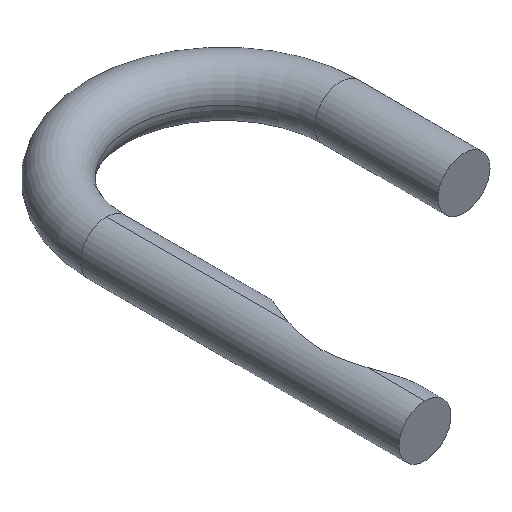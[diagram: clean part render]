
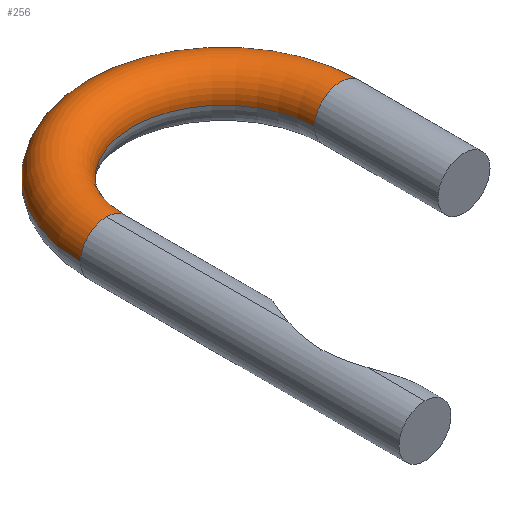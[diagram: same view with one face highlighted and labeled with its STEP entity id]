
A CAD part, isometric view. The second image highlights one B-rep face of the part: STEP entity #256.
In plain terms, the highlighted toroidal (fillet/blend) face has major radius 18 mm and minor radius 4 mm.
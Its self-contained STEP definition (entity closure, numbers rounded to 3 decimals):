
#6 = EDGE_CURVE ( 'NONE', #87, #260, #385, .T. ) ;
#32 = EDGE_CURVE ( 'NONE', #349, #274, #102, .T. ) ;
#41 = DIRECTION ( 'NONE',  ( 1., 0., 0. ) ) ;
#56 = TOROIDAL_SURFACE ( 'NONE', #295, 18., 4. ) ;
#62 = EDGE_CURVE ( 'NONE', #260, #274, #84, .T. ) ;
#72 = DIRECTION ( 'NONE',  ( 0., 0., 1. ) ) ;
#74 = CARTESIAN_POINT ( 'NONE',  ( 4., 57., 0. ) ) ;
#84 = CIRCLE ( 'NONE', #223, 4. ) ;
#87 = VERTEX_POINT ( 'NONE', #74 ) ;
#95 = AXIS2_PLACEMENT_3D ( 'NONE', #253, #438, #185 ) ;
#102 = CIRCLE ( 'NONE', #456, 22. ) ;
#116 = CARTESIAN_POINT ( 'NONE',  ( 18., 57., 0. ) ) ;
#124 = ORIENTED_EDGE ( 'NONE', *, *, #32, .T. ) ;
#149 = CARTESIAN_POINT ( 'NONE',  ( -4., 57., 0. ) ) ;
#150 = DIRECTION ( 'NONE',  ( 0., 0., -1. ) ) ;
#151 = FACE_OUTER_BOUND ( 'NONE', #392, .T. ) ;
#154 = CARTESIAN_POINT ( 'NONE',  ( 0., 57., 4. ) ) ;
#157 = CARTESIAN_POINT ( 'NONE',  ( 0., 57., 0. ) ) ;
#158 = ORIENTED_EDGE ( 'NONE', *, *, #458, .T. ) ;
#185 = DIRECTION ( 'NONE',  ( 0., 0., -1. ) ) ;
#194 = DIRECTION ( 'NONE',  ( 1., 0., 0. ) ) ;
#207 = AXIS2_PLACEMENT_3D ( 'NONE', #450, #72, #194 ) ;
#223 = AXIS2_PLACEMENT_3D ( 'NONE', #157, #492, #150 ) ;
#230 = DIRECTION ( 'NONE',  ( 0., 0., -1. ) ) ;
#240 = CARTESIAN_POINT ( 'NONE',  ( 0., 57., 0. ) ) ;
#241 = VERTEX_POINT ( 'NONE', #341 ) ;
#251 = EDGE_CURVE ( 'NONE', #241, #87, #286, .T. ) ;
#253 = CARTESIAN_POINT ( 'NONE',  ( 36., 57., 0. ) ) ;
#256 = ADVANCED_FACE ( 'NONE', ( #151 ), #56, .T. ) ;
#260 = VERTEX_POINT ( 'NONE', #154 ) ;
#265 = DIRECTION ( 'NONE',  ( 0., -1., 0. ) ) ;
#268 = ORIENTED_EDGE ( 'NONE', *, *, #62, .F. ) ;
#274 = VERTEX_POINT ( 'NONE', #149 ) ;
#286 = CIRCLE ( 'NONE', #207, 14. ) ;
#295 = AXIS2_PLACEMENT_3D ( 'NONE', #116, #412, #41 ) ;
#312 = CARTESIAN_POINT ( 'NONE',  ( 40., 57., 0. ) ) ;
#315 = ORIENTED_EDGE ( 'NONE', *, *, #6, .F. ) ;
#341 = CARTESIAN_POINT ( 'NONE',  ( 32., 57., 0. ) ) ;
#346 = DIRECTION ( 'NONE',  ( 0., 0., 1. ) ) ;
#349 = VERTEX_POINT ( 'NONE', #312 ) ;
#385 = CIRCLE ( 'NONE', #440, 4. ) ;
#392 = EDGE_LOOP ( 'NONE', ( #158, #124, #268, #315, #470 ) ) ;
#412 = DIRECTION ( 'NONE',  ( 0., 0., 1. ) ) ;
#419 = CARTESIAN_POINT ( 'NONE',  ( 18., 57., 0. ) ) ;
#424 = DIRECTION ( 'NONE',  ( 1., 0., 0. ) ) ;
#438 = DIRECTION ( 'NONE',  ( 0., 1., 0. ) ) ;
#440 = AXIS2_PLACEMENT_3D ( 'NONE', #240, #265, #230 ) ;
#450 = CARTESIAN_POINT ( 'NONE',  ( 18., 57., 0. ) ) ;
#456 = AXIS2_PLACEMENT_3D ( 'NONE', #419, #346, #424 ) ;
#458 = EDGE_CURVE ( 'NONE', #241, #349, #475, .T. ) ;
#470 = ORIENTED_EDGE ( 'NONE', *, *, #251, .F. ) ;
#475 = CIRCLE ( 'NONE', #95, 4. ) ;
#492 = DIRECTION ( 'NONE',  ( 0., -1., 0. ) ) ;
